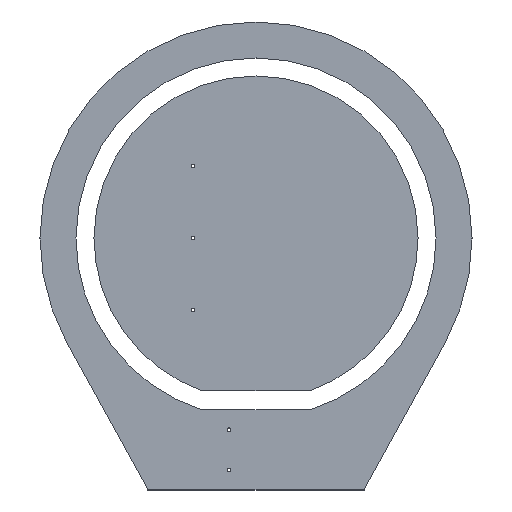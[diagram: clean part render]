
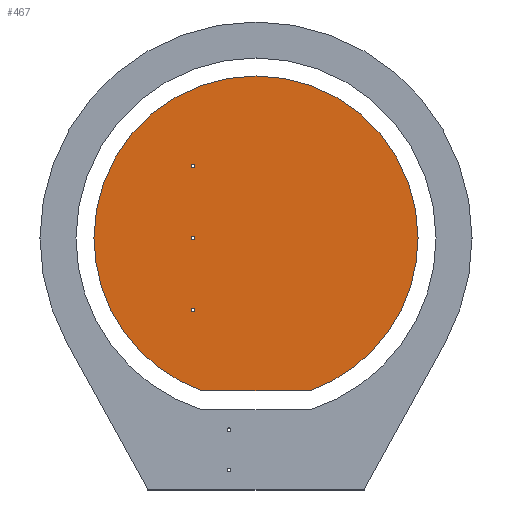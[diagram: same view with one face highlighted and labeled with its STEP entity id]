
A CAD part, top view. The second image highlights one B-rep face of the part: STEP entity #467.
In plain terms, the highlighted planar face has unit normal (0, 0, 1).
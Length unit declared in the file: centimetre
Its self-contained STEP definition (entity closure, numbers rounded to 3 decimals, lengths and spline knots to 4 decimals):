
#17 = EDGE_CURVE ( 'NONE', #898, #404, #334, .T. ) ;
#22 = AXIS2_PLACEMENT_3D ( 'NONE', #1267, #737, #1164 ) ;
#34 = DIRECTION ( 'NONE',  ( 1., 0., 0. ) ) ;
#40 = ORIENTED_EDGE ( 'NONE', *, *, #70, .F. ) ;
#54 = VERTEX_POINT ( 'NONE', #1248 ) ;
#59 = CARTESIAN_POINT ( 'NONE',  ( -0.848, 1., 0.0036 ) ) ;
#64 = DIRECTION ( 'NONE',  ( 0., 0., 1. ) ) ;
#70 = EDGE_CURVE ( 'NONE', #1303, #983, #670, .T. ) ;
#72 = AXIS2_PLACEMENT_3D ( 'NONE', #422, #1161, #415 ) ;
#73 = FACE_OUTER_BOUND ( 'NONE', #1178, .T. ) ;
#90 = EDGE_LOOP ( 'NONE', ( #40, #660 ) ) ;
#119 = DIRECTION ( 'NONE',  ( 1., 0., 0. ) ) ;
#125 = ORIENTED_EDGE ( 'NONE', *, *, #17, .F. ) ;
#159 = VERTEX_POINT ( 'NONE', #1010 ) ;
#175 = DIRECTION ( 'NONE',  ( 1., 0., 0. ) ) ;
#229 = EDGE_LOOP ( 'NONE', ( #864, #125 ) ) ;
#244 = DIRECTION ( 'NONE',  ( 0., 0., 1. ) ) ;
#250 = ORIENTED_EDGE ( 'NONE', *, *, #1108, .T. ) ;
#257 = VERTEX_POINT ( 'NONE', #302 ) ;
#268 = AXIS2_PLACEMENT_3D ( 'NONE', #599, #625, #175 ) ;
#274 = ORIENTED_EDGE ( 'NONE', *, *, #601, .T. ) ;
#302 = CARTESIAN_POINT ( 'NONE',  ( -0.8988, 0., 0.0036 ) ) ;
#334 = CIRCLE ( 'NONE', #268, 0.0254 ) ;
#335 = VECTOR ( 'NONE', #1270, 100. ) ;
#359 = EDGE_LOOP ( 'NONE', ( #1256, #465 ) ) ;
#385 = DIRECTION ( 'NONE',  ( 0., 0., 1. ) ) ;
#386 = ORIENTED_EDGE ( 'NONE', *, *, #1176, .T. ) ;
#396 = EDGE_CURVE ( 'NONE', #983, #1303, #445, .T. ) ;
#401 = PLANE ( 'NONE',  #564 ) ;
#404 = VERTEX_POINT ( 'NONE', #1260 ) ;
#411 = EDGE_CURVE ( 'NONE', #404, #898, #1225, .T. ) ;
#415 = DIRECTION ( 'NONE',  ( 1., 0., 0. ) ) ;
#422 = CARTESIAN_POINT ( 'NONE',  ( -0.8734, 1., 0.0036 ) ) ;
#445 = CIRCLE ( 'NONE', #1001, 0.0254 ) ;
#455 = CARTESIAN_POINT ( 'NONE',  ( -0.8988, -1., 0.0036 ) ) ;
#465 = ORIENTED_EDGE ( 'NONE', *, *, #875, .F. ) ;
#466 = CARTESIAN_POINT ( 'NONE',  ( -0.8734, 0., 0.0036 ) ) ;
#467 = ADVANCED_FACE ( 'NONE', ( #935, #602, #1033, #73 ), #401, .T. ) ;
#503 = DIRECTION ( 'NONE',  ( 0., 0., 1. ) ) ;
#504 = CARTESIAN_POINT ( 'NONE',  ( 0.75, -2.1213, 0.0036 ) ) ;
#532 = AXIS2_PLACEMENT_3D ( 'NONE', #1202, #64, #34 ) ;
#553 = DIRECTION ( 'NONE',  ( 0., 0., 1. ) ) ;
#561 = EDGE_CURVE ( 'NONE', #54, #257, #704, .T. ) ;
#564 = AXIS2_PLACEMENT_3D ( 'NONE', #1358, #826, #1250 ) ;
#572 = CARTESIAN_POINT ( 'NONE',  ( -0.8988, 1., 0.0036 ) ) ;
#599 = CARTESIAN_POINT ( 'NONE',  ( -0.8734, -1., 0.0036 ) ) ;
#601 = EDGE_CURVE ( 'NONE', #1052, #673, #1181, .T. ) ;
#602 = FACE_BOUND ( 'NONE', #359, .T. ) ;
#604 = DIRECTION ( 'NONE',  ( 1., 0., 0. ) ) ;
#610 = DIRECTION ( 'NONE',  ( 1., 0., 0. ) ) ;
#614 = AXIS2_PLACEMENT_3D ( 'NONE', #1042, #1261, #1244 ) ;
#625 = DIRECTION ( 'NONE',  ( 0., 0., 1. ) ) ;
#642 = CARTESIAN_POINT ( 'NONE',  ( 2.25, 0., 0.0036 ) ) ;
#653 = VERTEX_POINT ( 'NONE', #847 ) ;
#660 = ORIENTED_EDGE ( 'NONE', *, *, #396, .F. ) ;
#670 = CIRCLE ( 'NONE', #72, 0.0254 ) ;
#673 = VERTEX_POINT ( 'NONE', #642 ) ;
#704 = CIRCLE ( 'NONE', #532, 0.0254 ) ;
#732 = AXIS2_PLACEMENT_3D ( 'NONE', #1080, #553, #119 ) ;
#737 = DIRECTION ( 'NONE',  ( 0., 0., 1. ) ) ;
#772 = EDGE_CURVE ( 'NONE', #653, #1052, #937, .T. ) ;
#826 = DIRECTION ( 'NONE',  ( 0., 0., 1. ) ) ;
#847 = CARTESIAN_POINT ( 'NONE',  ( -0.75, -2.1213, 0.0036 ) ) ;
#864 = ORIENTED_EDGE ( 'NONE', *, *, #411, .F. ) ;
#875 = EDGE_CURVE ( 'NONE', #257, #54, #1206, .T. ) ;
#898 = VERTEX_POINT ( 'NONE', #455 ) ;
#931 = CARTESIAN_POINT ( 'NONE',  ( 0., -2.1213, 0.0036 ) ) ;
#935 = FACE_BOUND ( 'NONE', #229, .T. ) ;
#937 = LINE ( 'NONE', #931, #335 ) ;
#983 = VERTEX_POINT ( 'NONE', #572 ) ;
#1001 = AXIS2_PLACEMENT_3D ( 'NONE', #1144, #503, #610 ) ;
#1009 = AXIS2_PLACEMENT_3D ( 'NONE', #466, #385, #604 ) ;
#1010 = CARTESIAN_POINT ( 'NONE',  ( -2.25, 0., 0.0036 ) ) ;
#1018 = DIRECTION ( 'NONE',  ( 1., 0., 0. ) ) ;
#1033 = FACE_BOUND ( 'NONE', #90, .T. ) ;
#1042 = CARTESIAN_POINT ( 'NONE',  ( 0., 0., 0.0036 ) ) ;
#1043 = CIRCLE ( 'NONE', #732, 2.25 ) ;
#1052 = VERTEX_POINT ( 'NONE', #504 ) ;
#1080 = CARTESIAN_POINT ( 'NONE',  ( 0., 0., 0.0036 ) ) ;
#1102 = AXIS2_PLACEMENT_3D ( 'NONE', #1326, #244, #1018 ) ;
#1108 = EDGE_CURVE ( 'NONE', #673, #159, #1269, .T. ) ;
#1144 = CARTESIAN_POINT ( 'NONE',  ( -0.8734, 1., 0.0036 ) ) ;
#1155 = ORIENTED_EDGE ( 'NONE', *, *, #772, .T. ) ;
#1161 = DIRECTION ( 'NONE',  ( 0., 0., 1. ) ) ;
#1164 = DIRECTION ( 'NONE',  ( 1., 0., 0. ) ) ;
#1176 = EDGE_CURVE ( 'NONE', #159, #653, #1043, .T. ) ;
#1178 = EDGE_LOOP ( 'NONE', ( #1155, #274, #250, #386 ) ) ;
#1181 = CIRCLE ( 'NONE', #1102, 2.25 ) ;
#1202 = CARTESIAN_POINT ( 'NONE',  ( -0.8734, 0., 0.0036 ) ) ;
#1206 = CIRCLE ( 'NONE', #1009, 0.0254 ) ;
#1225 = CIRCLE ( 'NONE', #22, 0.0254 ) ;
#1244 = DIRECTION ( 'NONE',  ( 1., 0., 0. ) ) ;
#1248 = CARTESIAN_POINT ( 'NONE',  ( -0.848, 0., 0.0036 ) ) ;
#1250 = DIRECTION ( 'NONE',  ( 1., 0., 0. ) ) ;
#1256 = ORIENTED_EDGE ( 'NONE', *, *, #561, .F. ) ;
#1260 = CARTESIAN_POINT ( 'NONE',  ( -0.848, -1., 0.0036 ) ) ;
#1261 = DIRECTION ( 'NONE',  ( 0., 0., 1. ) ) ;
#1267 = CARTESIAN_POINT ( 'NONE',  ( -0.8734, -1., 0.0036 ) ) ;
#1269 = CIRCLE ( 'NONE', #614, 2.25 ) ;
#1270 = DIRECTION ( 'NONE',  ( 1., 0., 0. ) ) ;
#1303 = VERTEX_POINT ( 'NONE', #59 ) ;
#1326 = CARTESIAN_POINT ( 'NONE',  ( 0., 0., 0.0036 ) ) ;
#1358 = CARTESIAN_POINT ( 'NONE',  ( 0., 0., 0.0036 ) ) ;
